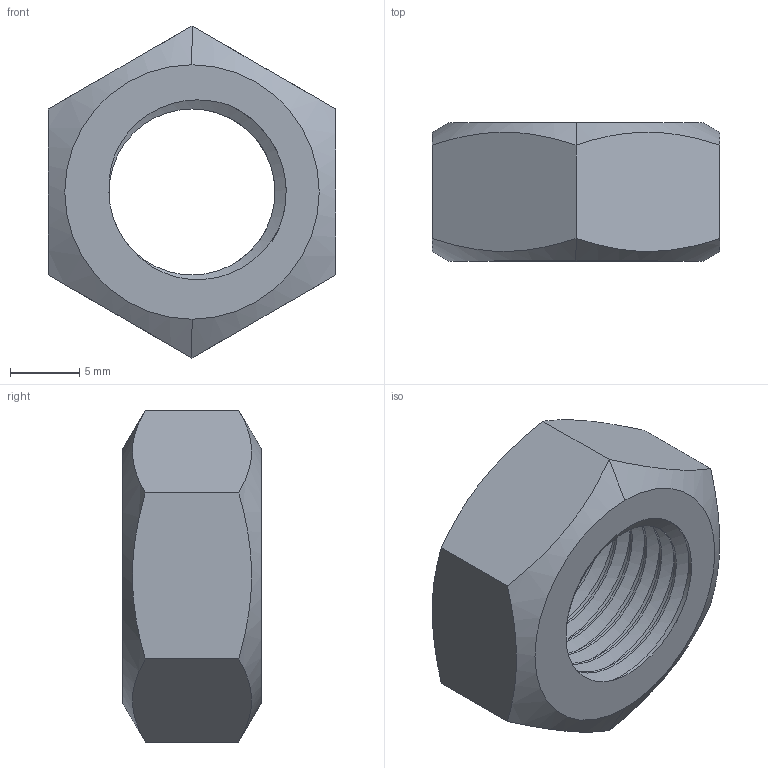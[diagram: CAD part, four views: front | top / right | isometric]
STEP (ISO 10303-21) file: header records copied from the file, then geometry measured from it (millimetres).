
FILE_DESCRIPTION (( 'STEP AP214' ), '1' );
FILE_NAME ('M12X10.STEP', '2025-02-11T20:03:47', ( '' ), ( '' ), 'SwSTEP 2.0', 'SolidWorks 2024', '' );
FILE_SCHEMA (( 'AUTOMOTIVE_DESIGN' ));
Length unit declared in the file: millimetre
Products named in the file (1): M12X10
Bounding box: 20.78 x 10 x 24 mm (x, y, z)
Volume: 2308.7 mm3; surface area: 1751.9 mm2
Topology: 1 solids, 1 shells, 29 faces, 77 edges, 50 vertices
Faces by surface type: cylinder 14, plane 8, cone 4, bspline 3
Entity records: 3202 total; most frequent: CARTESIAN_POINT 2585, ORIENTED_EDGE 154, DIRECTION 89, EDGE_CURVE 77, VERTEX_POINT 50, AXIS2_PLACEMENT_3D 33, EDGE_LOOP 31, FACE_OUTER_BOUND 29
